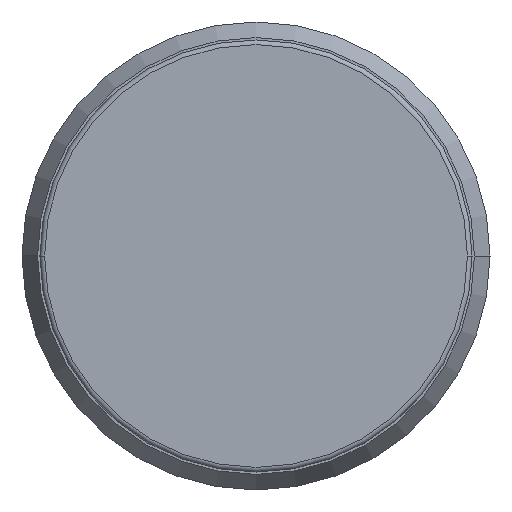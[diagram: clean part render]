
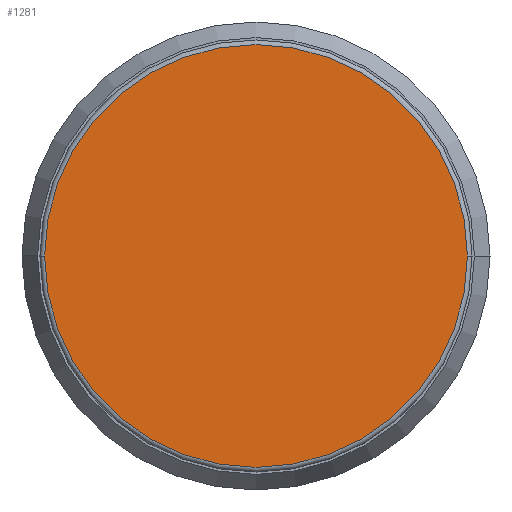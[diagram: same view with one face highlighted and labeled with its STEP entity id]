
A CAD part, front view. The second image highlights one B-rep face of the part: STEP entity #1281.
In plain terms, the highlighted planar face has unit normal (0, -1, 0).
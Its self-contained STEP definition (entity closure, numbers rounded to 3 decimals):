
#282=CARTESIAN_POINT('',(0.,-6.1,0.));
#283=DIRECTION('',(0.,-1.,0.));
#284=DIRECTION('',(-1.,0.,0.));
#285=AXIS2_PLACEMENT_3D('',#282,#283,#284);
#292=CARTESIAN_POINT('',(0.,-6.1,0.));
#293=DIRECTION('',(0.,-1.,0.));
#294=DIRECTION('',(1.,0.,0.));
#295=AXIS2_PLACEMENT_3D('',#292,#293,#294);
#673=CARTESIAN_POINT('',(-13.55,-6.1,0.));
#675=VERTEX_POINT('',#673);
#677=CARTESIAN_POINT('',(13.55,-6.1,0.));
#679=VERTEX_POINT('',#677);
#1271=CARTESIAN_POINT('',(0.,-6.1,0.));
#1272=DIRECTION('',(0.,1.,0.));
#1273=DIRECTION('',(1.,0.,0.));
#1274=AXIS2_PLACEMENT_3D('',#1271,#1272,#1273);
#1275=PLANE('',#1274);
#1277=ORIENTED_EDGE('',*,*,#1276,.F.);
#1278=ORIENTED_EDGE('',*,*,#1254,.F.);
#1279=EDGE_LOOP('',(#1277,#1278));
#1280=FACE_OUTER_BOUND('',#1279,.F.);
#1281=ADVANCED_FACE('',(#1280),#1275,.F.);
#286=CIRCLE('',#285,13.55);
#296=CIRCLE('',#295,13.55);
#1254=EDGE_CURVE('',#675,#679,#286,.T.);
#1276=EDGE_CURVE('',#679,#675,#296,.T.);
